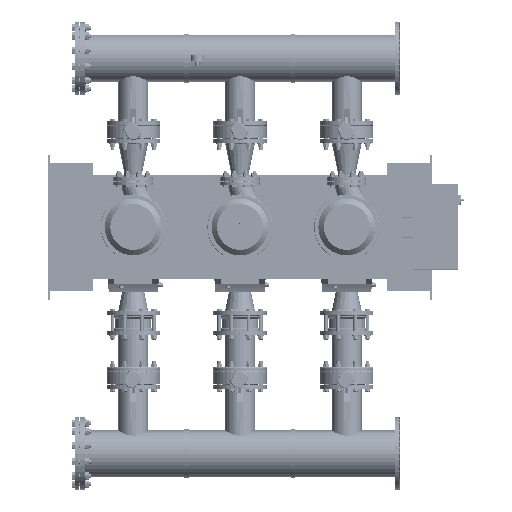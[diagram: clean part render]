
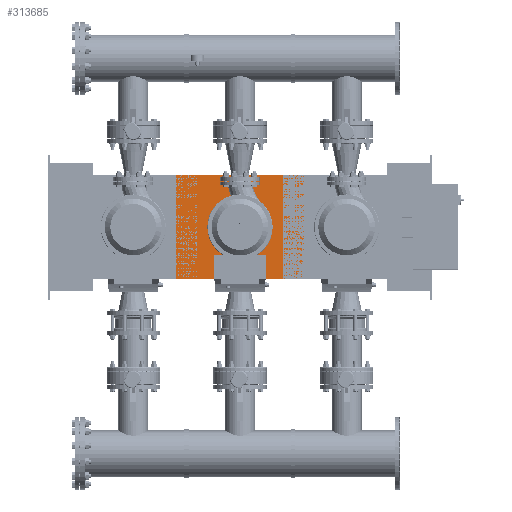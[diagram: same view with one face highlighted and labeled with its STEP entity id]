
A CAD part, top view. The second image highlights one B-rep face of the part: STEP entity #313685.
In plain terms, the highlighted planar face has unit normal (0, 0, 1).
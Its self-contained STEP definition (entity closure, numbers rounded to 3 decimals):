
#313622=CARTESIAN_POINT('',(1050.0,-242.5,149.));
#313623=VERTEX_POINT('',#313622);
#313630=CARTESIAN_POINT('',(450.0,-242.5,149.));
#313631=VERTEX_POINT('',#313630);
#313632=CARTESIAN_POINT('',(450.0,-242.5,149.));
#313633=DIRECTION('',(1.0,0.0,0.0));
#313634=VECTOR('',#313633,600.0);
#313635=LINE('',#313632,#313634);
#313636=EDGE_CURVE('',#313631,#313623,#313635,.T.);
#313655=CARTESIAN_POINT('',(450.0,-242.5,149.));
#313656=DIRECTION('',(0.0,0.0,1.0));
#313657=DIRECTION('',(1.0,0.0,0.0));
#313658=AXIS2_PLACEMENT_3D('',#313655,#313656,#313657);
#313659=PLANE('',#313658);
#313660=CARTESIAN_POINT('',(1050.0,242.5,149.));
#313661=VERTEX_POINT('',#313660);
#313662=CARTESIAN_POINT('',(1050.0,-242.5,149.));
#313663=DIRECTION('',(0.0,1.0,0.0));
#313664=VECTOR('',#313663,485.0);
#313665=LINE('',#313662,#313664);
#313666=EDGE_CURVE('',#313623,#313661,#313665,.T.);
#313667=ORIENTED_EDGE('',*,*,#313666,.T.);
#313668=CARTESIAN_POINT('',(450.0,242.5,149.));
#313669=VERTEX_POINT('',#313668);
#313670=CARTESIAN_POINT('',(450.0,242.5,149.));
#313671=DIRECTION('',(1.0,0.0,0.0));
#313672=VECTOR('',#313671,600.0);
#313673=LINE('',#313670,#313672);
#313674=EDGE_CURVE('',#313669,#313661,#313673,.T.);
#313675=ORIENTED_EDGE('',*,*,#313674,.F.);
#313676=CARTESIAN_POINT('',(450.0,-242.5,149.));
#313677=DIRECTION('',(0.0,1.0,0.0));
#313678=VECTOR('',#313677,485.0);
#313679=LINE('',#313676,#313678);
#313680=EDGE_CURVE('',#313631,#313669,#313679,.T.);
#313681=ORIENTED_EDGE('',*,*,#313680,.F.);
#313682=ORIENTED_EDGE('',*,*,#313636,.T.);
#313683=EDGE_LOOP('',(#313667,#313675,#313681,#313682));
#313684=FACE_OUTER_BOUND('',#313683,.T.);
#313685=ADVANCED_FACE('',(#313684),#313659,.T.);
